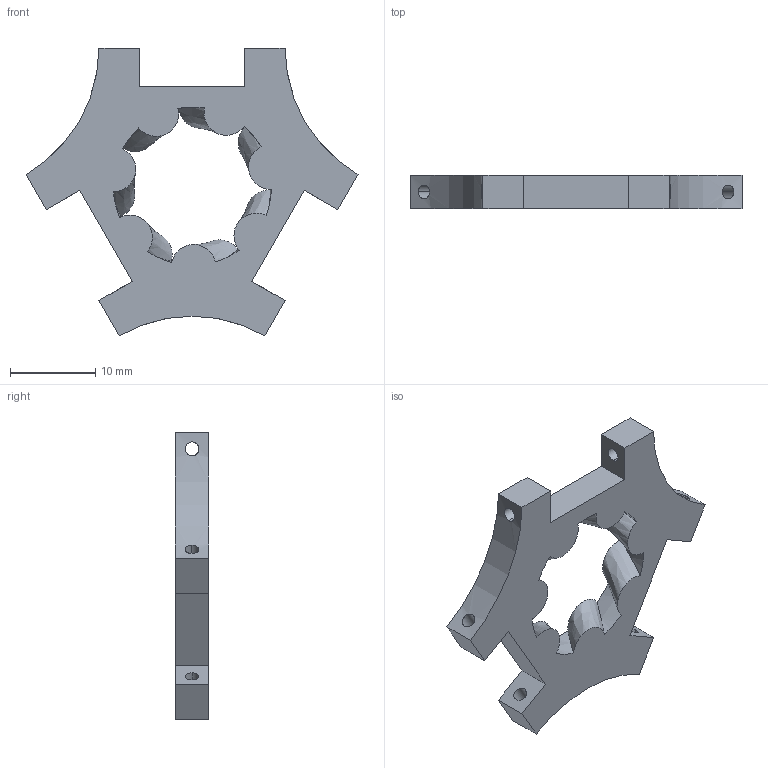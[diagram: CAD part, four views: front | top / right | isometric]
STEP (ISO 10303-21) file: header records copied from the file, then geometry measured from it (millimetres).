
FILE_DESCRIPTION (( 'STEP AP214' ), '1' );
FILE_NAME ('moving plate.STEP', '2024-07-09T02:17:45', ( '' ), ( '' ), 'SwSTEP 2.0', 'SolidWorks 2023', '' );
FILE_SCHEMA (( 'AUTOMOTIVE_DESIGN' ));
Length unit declared in the file: millimetre
Products named in the file (1): moving plate
Bounding box: 39 x 3.9 x 33.77 mm (x, y, z)
Volume: 1996.9 mm3; surface area: 2056.4 mm2
Topology: 1 solids, 1 shells, 47 faces, 135 edges, 90 vertices
Faces by surface type: cylinder 23, plane 17, bspline 7
Entity records: 3208 total; most frequent: CARTESIAN_POINT 2012, ORIENTED_EDGE 270, DIRECTION 209, EDGE_CURVE 135, VERTEX_POINT 90, AXIS2_PLACEMENT_3D 74, EDGE_LOOP 61, LINE 61
